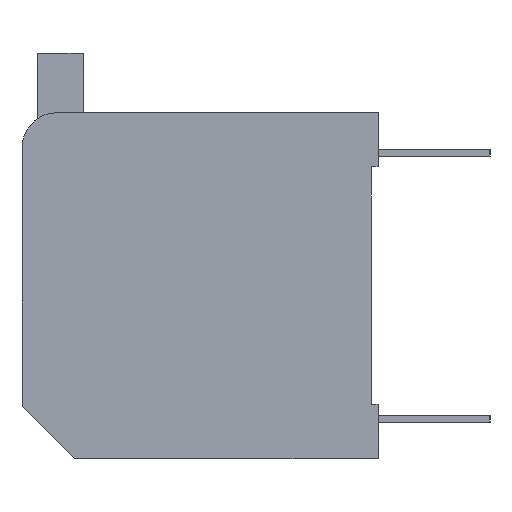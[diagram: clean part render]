
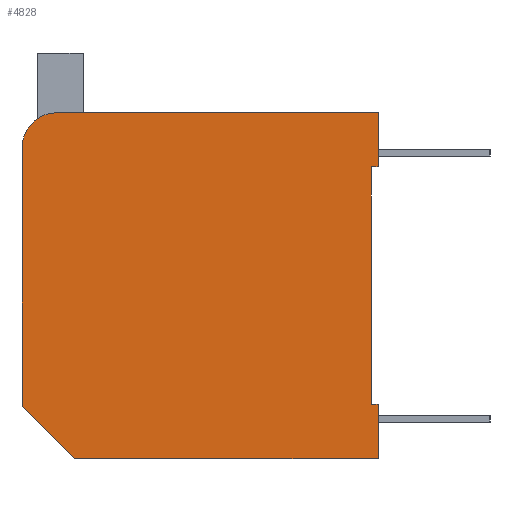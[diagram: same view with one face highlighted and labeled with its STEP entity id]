
A CAD part, left-side view. The second image highlights one B-rep face of the part: STEP entity #4828.
In plain terms, the highlighted planar face has unit normal (-1, 0, 0).
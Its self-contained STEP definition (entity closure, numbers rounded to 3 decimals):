
#494 = LINE ( 'NONE', #495, #496 ) ;
#495 = CARTESIAN_POINT ( 'NONE',  ( -2.05, 0., -4.95 ) ) ;
#496 = VECTOR ( 'NONE', #497, 1000. ) ;
#497 = DIRECTION ( 'NONE',  ( 0., 0., 1. ) ) ;
#682 = CARTESIAN_POINT ( 'NONE',  ( -2.05, 0., -3.4 ) ) ;
#959 = CIRCLE ( 'NONE', #960, 1. ) ;
#960 = AXIS2_PLACEMENT_3D ( 'NONE', #961, #962, #963 ) ;
#961 = CARTESIAN_POINT ( 'NONE',  ( -2.05, 9.2, 3.95 ) ) ;
#962 = DIRECTION ( 'NONE',  ( -1., 0., 0. ) ) ;
#963 = DIRECTION ( 'NONE',  ( 0., 0., -1. ) ) ;
#1436 = LINE ( 'NONE', #1437, #1438 ) ;
#1437 = CARTESIAN_POINT ( 'NONE',  ( -2.05, -1.673, -3.4 ) ) ;
#1438 = VECTOR ( 'NONE', #1439, 1000. ) ;
#1439 = DIRECTION ( 'NONE',  ( 0., 1., 0. ) ) ;
#2256 = FACE_OUTER_BOUND ( 'NONE', #4863, .T. ) ;
#2273 = PLANE ( 'NONE',  #2274 ) ;
#2274 = AXIS2_PLACEMENT_3D ( 'NONE', #2275, #2276, #2277 ) ;
#2275 = CARTESIAN_POINT ( 'NONE',  ( -2.05, 10.2, -4.95 ) ) ;
#2276 = DIRECTION ( 'NONE',  ( 1., 0., 0. ) ) ;
#2277 = DIRECTION ( 'NONE',  ( 0., 0., -1. ) ) ;
#2461 = LINE ( 'NONE', #2462, #2463 ) ;
#2462 = CARTESIAN_POINT ( 'NONE',  ( -2.05, -1.673, 3.4 ) ) ;
#2463 = VECTOR ( 'NONE', #2464, 1000. ) ;
#2464 = DIRECTION ( 'NONE',  ( 0., 1., 0. ) ) ;
#2617 = CARTESIAN_POINT ( 'NONE',  ( -2.05, 0., 3.4 ) ) ;
#3056 = LINE ( 'NONE', #3057, #3058 ) ;
#3057 = CARTESIAN_POINT ( 'NONE',  ( -2.05, 0., 4.95 ) ) ;
#3058 = VECTOR ( 'NONE', #3059, 1000. ) ;
#3059 = DIRECTION ( 'NONE',  ( 0., 0., 1. ) ) ;
#3068 = LINE ( 'NONE', #3069, #3070 ) ;
#3069 = CARTESIAN_POINT ( 'NONE',  ( -2.05, 10.2, 4.95 ) ) ;
#3070 = VECTOR ( 'NONE', #3071, 1000. ) ;
#3071 = DIRECTION ( 'NONE',  ( 0., -1., 0. ) ) ;
#3395 = CARTESIAN_POINT ( 'NONE',  ( -2.05, 9.2, 4.95 ) ) ;
#3727 = ORIENTED_EDGE ( 'NONE', *, *, #4020, .T. ) ;
#4020 = EDGE_CURVE ( 'NONE', #5638, #4246, #494, .T. ) ;
#4167 = CARTESIAN_POINT ( 'NONE',  ( -2.05, 0., 4.95 ) ) ;
#4246 = VERTEX_POINT ( 'NONE', #682 ) ;
#4565 = CARTESIAN_POINT ( 'NONE',  ( -2.05, 0.2, 3.4 ) ) ;
#4670 = ORIENTED_EDGE ( 'NONE', *, *, #4703, .T. ) ;
#4703 = EDGE_CURVE ( 'NONE', #4246, #5306, #1436, .T. ) ;
#4762 = ORIENTED_EDGE ( 'NONE', *, *, #5269, .T. ) ;
#4810 = ORIENTED_EDGE ( 'NONE', *, *, #4855, .F. ) ;
#4828 = ADVANCED_FACE ( 'NONE', ( #2256 ), #2273, .F. ) ;
#4855 = EDGE_CURVE ( 'NONE', #4881, #5182, #2461, .T. ) ;
#4863 = EDGE_LOOP ( 'NONE', ( #4934, #5172, #5298, #5421, #5571, #3727, #4670, #4762, #4810, #4930 ) ) ;
#4881 = VERTEX_POINT ( 'NONE', #2617 ) ;
#4930 = ORIENTED_EDGE ( 'NONE', *, *, #4968, .T. ) ;
#4934 = ORIENTED_EDGE ( 'NONE', *, *, #4972, .F. ) ;
#4968 = EDGE_CURVE ( 'NONE', #4881, #5116, #3056, .T. ) ;
#4972 = EDGE_CURVE ( 'NONE', #5005, #5116, #3068, .T. ) ;
#5005 = VERTEX_POINT ( 'NONE', #3395 ) ;
#5116 = VERTEX_POINT ( 'NONE', #4167 ) ;
#5172 = ORIENTED_EDGE ( 'NONE', *, *, #5212, .T. ) ;
#5182 = VERTEX_POINT ( 'NONE', #4565 ) ;
#5212 = EDGE_CURVE ( 'NONE', #5005, #5240, #959, .T. ) ;
#5240 = VERTEX_POINT ( 'NONE', #6400 ) ;
#5269 = EDGE_CURVE ( 'NONE', #5306, #5182, #6501, .T. ) ;
#5298 = ORIENTED_EDGE ( 'NONE', *, *, #5339, .F. ) ;
#5306 = VERTEX_POINT ( 'NONE', #6629 ) ;
#5339 = EDGE_CURVE ( 'NONE', #5367, #5240, #6734, .T. ) ;
#5367 = VERTEX_POINT ( 'NONE', #6852 ) ;
#5421 = ORIENTED_EDGE ( 'NONE', *, *, #5473, .T. ) ;
#5473 = EDGE_CURVE ( 'NONE', #5367, #5506, #7427, .T. ) ;
#5506 = VERTEX_POINT ( 'NONE', #7584 ) ;
#5571 = ORIENTED_EDGE ( 'NONE', *, *, #5615, .T. ) ;
#5615 = EDGE_CURVE ( 'NONE', #5506, #5638, #7995, .T. ) ;
#5638 = VERTEX_POINT ( 'NONE', #8167 ) ;
#6400 = CARTESIAN_POINT ( 'NONE',  ( -2.05, 10.2, 3.95 ) ) ;
#6501 = LINE ( 'NONE', #6502, #6503 ) ;
#6502 = CARTESIAN_POINT ( 'NONE',  ( -2.05, 0.2, -4.95 ) ) ;
#6503 = VECTOR ( 'NONE', #6511, 1000. ) ;
#6511 = DIRECTION ( 'NONE',  ( 0., 0., 1. ) ) ;
#6629 = CARTESIAN_POINT ( 'NONE',  ( -2.05, 0.2, -3.4 ) ) ;
#6734 = LINE ( 'NONE', #6735, #6736 ) ;
#6735 = CARTESIAN_POINT ( 'NONE',  ( -2.05, 10.2, -4.95 ) ) ;
#6736 = VECTOR ( 'NONE', #6737, 1000. ) ;
#6737 = DIRECTION ( 'NONE',  ( 0., 0., 1. ) ) ;
#6852 = CARTESIAN_POINT ( 'NONE',  ( -2.05, 10.2, -3.45 ) ) ;
#7427 = LINE ( 'NONE', #7428, #7429 ) ;
#7428 = CARTESIAN_POINT ( 'NONE',  ( -2.05, 10.2, -3.45 ) ) ;
#7429 = VECTOR ( 'NONE', #7430, 1000. ) ;
#7430 = DIRECTION ( 'NONE',  ( 0., -0.707, -0.707 ) ) ;
#7584 = CARTESIAN_POINT ( 'NONE',  ( -2.05, 8.7, -4.95 ) ) ;
#7995 = LINE ( 'NONE', #7996, #7997 ) ;
#7996 = CARTESIAN_POINT ( 'NONE',  ( -2.05, 10.2, -4.95 ) ) ;
#7997 = VECTOR ( 'NONE', #7998, 1000. ) ;
#7998 = DIRECTION ( 'NONE',  ( 0., -1., 0. ) ) ;
#8167 = CARTESIAN_POINT ( 'NONE',  ( -2.05, 0., -4.95 ) ) ;
